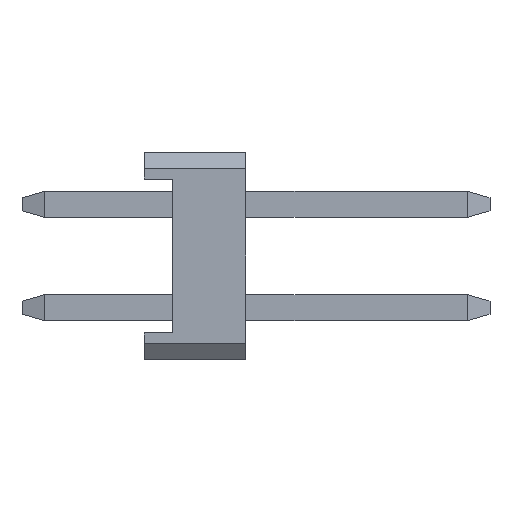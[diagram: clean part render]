
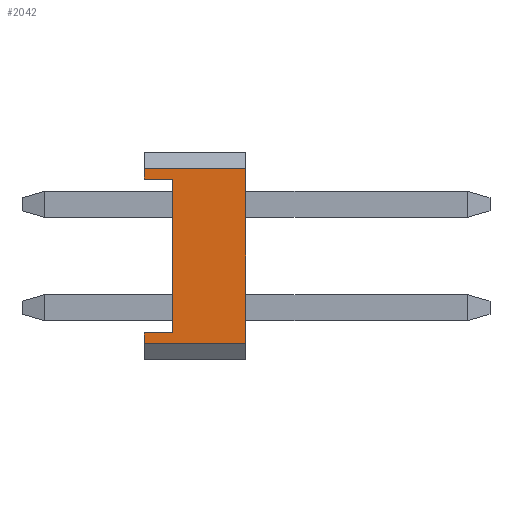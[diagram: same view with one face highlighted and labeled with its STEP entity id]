
A CAD part, left-side view. The second image highlights one B-rep face of the part: STEP entity #2042.
In plain terms, the highlighted planar face has unit normal (-1, 0, 0).
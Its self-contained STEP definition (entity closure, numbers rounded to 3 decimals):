
#1750=EDGE_CURVE('',#3730,#3662,#4568,.T.);
#1864=VERTEX_POINT('',#4698);
#1952=VERTEX_POINT('',#4798);
#2042=ADVANCED_FACE('',(#4895),#4896,.T.);
#2238=EDGE_CURVE('',#3214,#1864,#5114,.T.);
#2284=EDGE_CURVE('',#3662,#3464,#5160,.T.);
#2342=EDGE_CURVE('',#1952,#1864,#5226,.T.);
#2394=EDGE_CURVE('',#3214,#3766,#5284,.T.);
#3144=EDGE_CURVE('',#3766,#3988,#6115,.T.);
#3172=EDGE_CURVE('',#3988,#3730,#6146,.T.);
#3214=VERTEX_POINT('',#6196);
#3464=VERTEX_POINT('',#6485);
#3662=VERTEX_POINT('',#6700);
#3730=VERTEX_POINT('',#6776);
#3766=VERTEX_POINT('',#6813);
#3988=VERTEX_POINT('',#7060);
#4130=EDGE_CURVE('',#3464,#1952,#7217,.T.);
#4568=LINE('',#7806,#7807);
#4698=CARTESIAN_POINT('',(-7.62,-2.5,2.147));
#4798=CARTESIAN_POINT('',(-7.62,-2.5,-2.147));
#4895=FACE_OUTER_BOUND('',#8290,.T.);
#4896=PLANE('',#8291);
#5114=LINE('',#8606,#8607);
#5160=LINE('',#8680,#8681);
#5226=LINE('',#8780,#8781);
#5284=LINE('',#8870,#8871);
#6115=LINE('',#10097,#10098);
#6146=LINE('',#10144,#10145);
#6196=CARTESIAN_POINT('',(-7.62,0.,2.147));
#6485=CARTESIAN_POINT('',(-7.62,0.,-2.147));
#6700=CARTESIAN_POINT('',(-7.62,0.,-1.89));
#6776=CARTESIAN_POINT('',(-7.62,-0.7,-1.89));
#6813=CARTESIAN_POINT('',(-7.62,0.,1.89));
#7060=CARTESIAN_POINT('',(-7.62,-0.7,1.89));
#7217=LINE('',#11633,#11634);
#7806=CARTESIAN_POINT('',(-7.62,0.075,-1.89));
#7807=VECTOR('',#12077,1.0);
#8290=EDGE_LOOP('',(#12442,#12443,#12444,#12445,#12446,#12447,#12448,#12449));
#8291=AXIS2_PLACEMENT_3D('',#12450,#12451,#12452);
#8606=CARTESIAN_POINT('',(-7.62,0.,2.147));
#8607=VECTOR('',#12681,1.0);
#8680=CARTESIAN_POINT('',(-7.62,0.,2.147));
#8681=VECTOR('',#12695,1.0);
#8780=CARTESIAN_POINT('',(-7.62,-2.5,2.147));
#8781=VECTOR('',#12777,1.0);
#8870=CARTESIAN_POINT('',(-7.62,0.,2.147));
#8871=VECTOR('',#12841,1.0);
#10097=CARTESIAN_POINT('',(-7.62,0.075,1.89));
#10098=VECTOR('',#13668,1.0);
#10144=CARTESIAN_POINT('',(-7.62,-0.7,-1.073));
#10145=VECTOR('',#13700,1.0);
#11633=CARTESIAN_POINT('',(-7.62,0.,-2.147));
#11634=VECTOR('',#14837,1.0);
#12077=DIRECTION('',(0.0,1.0,0.));
#12442=ORIENTED_EDGE('',*,*,#1750,.T.);
#12443=ORIENTED_EDGE('',*,*,#2284,.T.);
#12444=ORIENTED_EDGE('',*,*,#4130,.T.);
#12445=ORIENTED_EDGE('',*,*,#2342,.T.);
#12446=ORIENTED_EDGE('',*,*,#2238,.F.);
#12447=ORIENTED_EDGE('',*,*,#2394,.T.);
#12448=ORIENTED_EDGE('',*,*,#3144,.T.);
#12449=ORIENTED_EDGE('',*,*,#3172,.T.);
#12450=CARTESIAN_POINT('',(-7.62,0.,-2.147));
#12451=DIRECTION('',(-1.0,0.0,0.0));
#12452=DIRECTION('',(0.0,0.,-1.0));
#12681=DIRECTION('',(0.0,-1.0,0.));
#12695=DIRECTION('',(0.0,0.,-1.0));
#12777=DIRECTION('',(0.0,0.,1.0));
#12841=DIRECTION('',(0.0,0.,-1.0));
#13668=DIRECTION('',(0.0,-1.0,0.));
#13700=DIRECTION('',(0.0,0.,-1.0));
#14837=DIRECTION('',(0.0,-1.0,0.));
